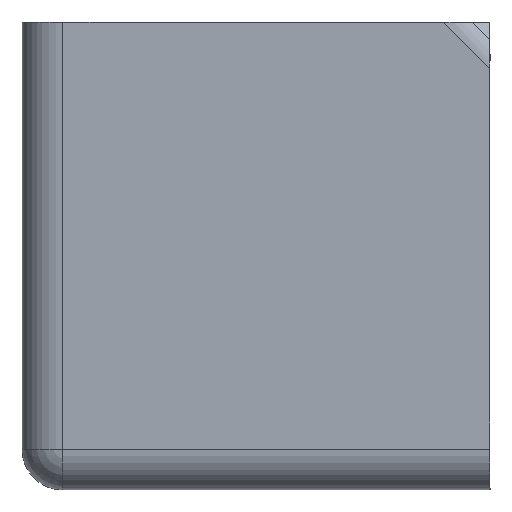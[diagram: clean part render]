
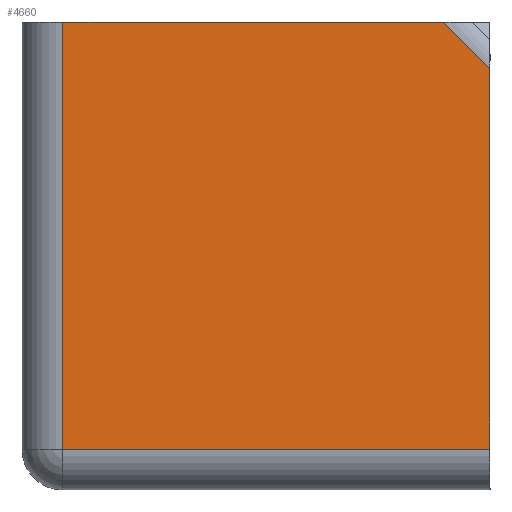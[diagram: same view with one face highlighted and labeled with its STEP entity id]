
A CAD part, front view. The second image highlights one B-rep face of the part: STEP entity #4660.
In plain terms, the highlighted planar face has unit normal (0, -1, 0).
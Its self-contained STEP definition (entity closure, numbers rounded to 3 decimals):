
#3747 = PLANE('',#3748);
#3748 = AXIS2_PLACEMENT_3D('',#3749,#3750,#3751);
#3749 = CARTESIAN_POINT('',(0.,40.,40.));
#3750 = DIRECTION('',(0.,0.,-1.));
#3751 = DIRECTION('',(0.,-1.,0.));
#3775 = PLANE('',#3776);
#3776 = AXIS2_PLACEMENT_3D('',#3777,#3778,#3779);
#3777 = CARTESIAN_POINT('',(40.,40.,40.));
#3778 = DIRECTION('',(-1.,0.,0.));
#3779 = DIRECTION('',(0.,0.,1.));
#4605 = CYLINDRICAL_SURFACE('',#4606,3.5);
#4606 = AXIS2_PLACEMENT_3D('',#4607,#4608,#4609);
#4607 = CARTESIAN_POINT('',(3.5,3.5,40.));
#4608 = DIRECTION('',(0.,0.,1.));
#4609 = DIRECTION('',(-1.,0.,0.));
#4660 = ADVANCED_FACE('',(#4661),#4675,.F.);
#4661 = FACE_BOUND('',#4662,.T.);
#4662 = EDGE_LOOP('',(#4663,#4698,#4721,#4744,#4772));
#4663 = ORIENTED_EDGE('',*,*,#4664,.F.);
#4664 = EDGE_CURVE('',#4665,#4667,#4669,.T.);
#4665 = VERTEX_POINT('',#4666);
#4666 = CARTESIAN_POINT('',(36.04,0.,40.));
#4667 = VERTEX_POINT('',#4668);
#4668 = CARTESIAN_POINT('',(40.,0.,36.04));
#4669 = SURFACE_CURVE('',#4670,(#4674,#4686),.PCURVE_S1.);
#4670 = LINE('',#4671,#4672);
#4671 = CARTESIAN_POINT('',(58.02,0.,
    18.02));
#4672 = VECTOR('',#4673,1.);
#4673 = DIRECTION('',(0.707,0.,-0.707
    ));
#4674 = PCURVE('',#4675,#4680);
#4675 = PLANE('',#4676);
#4676 = AXIS2_PLACEMENT_3D('',#4677,#4678,#4679);
#4677 = CARTESIAN_POINT('',(0.,0.,40.));
#4678 = DIRECTION('',(-0.,1.,0.));
#4679 = DIRECTION('',(1.,0.,0.));
#4680 = DEFINITIONAL_REPRESENTATION('',(#4681),#4685);
#4681 = LINE('',#4682,#4683);
#4682 = CARTESIAN_POINT('',(58.02,21.98));
#4683 = VECTOR('',#4684,1.);
#4684 = DIRECTION('',(0.707,0.707));
#4685 = ( GEOMETRIC_REPRESENTATION_CONTEXT(2) 
PARAMETRIC_REPRESENTATION_CONTEXT() REPRESENTATION_CONTEXT('2D SPACE',''
  ) );
#4686 = PCURVE('',#4687,#4692);
#4687 = CYLINDRICAL_SURFACE('',#4688,2.5);
#4688 = AXIS2_PLACEMENT_3D('',#4689,#4690,#4691);
#4689 = CARTESIAN_POINT('',(58.02,2.5,18.02));
#4690 = DIRECTION('',(0.707,0.,-0.707
    ));
#4691 = DIRECTION('',(0.707,0.,0.707));
#4692 = DEFINITIONAL_REPRESENTATION('',(#4693),#4697);
#4693 = LINE('',#4694,#4695);
#4694 = CARTESIAN_POINT('',(1.571,0.));
#4695 = VECTOR('',#4696,1.);
#4696 = DIRECTION('',(0.,1.));
#4697 = ( GEOMETRIC_REPRESENTATION_CONTEXT(2) 
PARAMETRIC_REPRESENTATION_CONTEXT() REPRESENTATION_CONTEXT('2D SPACE',''
  ) );
#4698 = ORIENTED_EDGE('',*,*,#4699,.F.);
#4699 = EDGE_CURVE('',#4700,#4665,#4702,.T.);
#4700 = VERTEX_POINT('',#4701);
#4701 = CARTESIAN_POINT('',(3.5,0.,40.));
#4702 = SURFACE_CURVE('',#4703,(#4707,#4714),.PCURVE_S1.);
#4703 = LINE('',#4704,#4705);
#4704 = CARTESIAN_POINT('',(0.,0.,40.));
#4705 = VECTOR('',#4706,1.);
#4706 = DIRECTION('',(1.,0.,0.));
#4707 = PCURVE('',#4675,#4708);
#4708 = DEFINITIONAL_REPRESENTATION('',(#4709),#4713);
#4709 = LINE('',#4710,#4711);
#4710 = CARTESIAN_POINT('',(0.,0.));
#4711 = VECTOR('',#4712,1.);
#4712 = DIRECTION('',(1.,0.));
#4713 = ( GEOMETRIC_REPRESENTATION_CONTEXT(2) 
PARAMETRIC_REPRESENTATION_CONTEXT() REPRESENTATION_CONTEXT('2D SPACE',''
  ) );
#4714 = PCURVE('',#3747,#4715);
#4715 = DEFINITIONAL_REPRESENTATION('',(#4716),#4720);
#4716 = LINE('',#4717,#4718);
#4717 = CARTESIAN_POINT('',(40.,0.));
#4718 = VECTOR('',#4719,1.);
#4719 = DIRECTION('',(0.,-1.));
#4720 = ( GEOMETRIC_REPRESENTATION_CONTEXT(2) 
PARAMETRIC_REPRESENTATION_CONTEXT() REPRESENTATION_CONTEXT('2D SPACE',''
  ) );
#4721 = ORIENTED_EDGE('',*,*,#4722,.T.);
#4722 = EDGE_CURVE('',#4700,#4723,#4725,.T.);
#4723 = VERTEX_POINT('',#4724);
#4724 = CARTESIAN_POINT('',(3.5,0.,3.5));
#4725 = SURFACE_CURVE('',#4726,(#4730,#4737),.PCURVE_S1.);
#4726 = LINE('',#4727,#4728);
#4727 = CARTESIAN_POINT('',(3.5,0.,40.));
#4728 = VECTOR('',#4729,1.);
#4729 = DIRECTION('',(0.,0.,-1.));
#4730 = PCURVE('',#4675,#4731);
#4731 = DEFINITIONAL_REPRESENTATION('',(#4732),#4736);
#4732 = LINE('',#4733,#4734);
#4733 = CARTESIAN_POINT('',(3.5,0.));
#4734 = VECTOR('',#4735,1.);
#4735 = DIRECTION('',(0.,1.));
#4736 = ( GEOMETRIC_REPRESENTATION_CONTEXT(2) 
PARAMETRIC_REPRESENTATION_CONTEXT() REPRESENTATION_CONTEXT('2D SPACE',''
  ) );
#4737 = PCURVE('',#4605,#4738);
#4738 = DEFINITIONAL_REPRESENTATION('',(#4739),#4743);
#4739 = LINE('',#4740,#4741);
#4740 = CARTESIAN_POINT('',(1.571,0.));
#4741 = VECTOR('',#4742,1.);
#4742 = DIRECTION('',(0.,-1.));
#4743 = ( GEOMETRIC_REPRESENTATION_CONTEXT(2) 
PARAMETRIC_REPRESENTATION_CONTEXT() REPRESENTATION_CONTEXT('2D SPACE',''
  ) );
#4744 = ORIENTED_EDGE('',*,*,#4745,.T.);
#4745 = EDGE_CURVE('',#4723,#4746,#4748,.T.);
#4746 = VERTEX_POINT('',#4747);
#4747 = CARTESIAN_POINT('',(40.,0.,3.5));
#4748 = SURFACE_CURVE('',#4749,(#4753,#4760),.PCURVE_S1.);
#4749 = LINE('',#4750,#4751);
#4750 = CARTESIAN_POINT('',(40.,0.,3.5));
#4751 = VECTOR('',#4752,1.);
#4752 = DIRECTION('',(1.,0.,0.));
#4753 = PCURVE('',#4675,#4754);
#4754 = DEFINITIONAL_REPRESENTATION('',(#4755),#4759);
#4755 = LINE('',#4756,#4757);
#4756 = CARTESIAN_POINT('',(40.,36.5));
#4757 = VECTOR('',#4758,1.);
#4758 = DIRECTION('',(1.,0.));
#4759 = ( GEOMETRIC_REPRESENTATION_CONTEXT(2) 
PARAMETRIC_REPRESENTATION_CONTEXT() REPRESENTATION_CONTEXT('2D SPACE',''
  ) );
#4760 = PCURVE('',#4761,#4766);
#4761 = CYLINDRICAL_SURFACE('',#4762,3.5);
#4762 = AXIS2_PLACEMENT_3D('',#4763,#4764,#4765);
#4763 = CARTESIAN_POINT('',(0.,3.5,3.5));
#4764 = DIRECTION('',(1.,-0.,0.));
#4765 = DIRECTION('',(0.,0.,1.));
#4766 = DEFINITIONAL_REPRESENTATION('',(#4767),#4771);
#4767 = LINE('',#4768,#4769);
#4768 = CARTESIAN_POINT('',(1.571,40.));
#4769 = VECTOR('',#4770,1.);
#4770 = DIRECTION('',(0.,1.));
#4771 = ( GEOMETRIC_REPRESENTATION_CONTEXT(2) 
PARAMETRIC_REPRESENTATION_CONTEXT() REPRESENTATION_CONTEXT('2D SPACE',''
  ) );
#4772 = ORIENTED_EDGE('',*,*,#4773,.F.);
#4773 = EDGE_CURVE('',#4667,#4746,#4774,.T.);
#4774 = SURFACE_CURVE('',#4775,(#4779,#4786),.PCURVE_S1.);
#4775 = LINE('',#4776,#4777);
#4776 = CARTESIAN_POINT('',(40.,0.,40.));
#4777 = VECTOR('',#4778,1.);
#4778 = DIRECTION('',(-0.,-0.,-1.));
#4779 = PCURVE('',#4675,#4780);
#4780 = DEFINITIONAL_REPRESENTATION('',(#4781),#4785);
#4781 = LINE('',#4782,#4783);
#4782 = CARTESIAN_POINT('',(40.,0.));
#4783 = VECTOR('',#4784,1.);
#4784 = DIRECTION('',(0.,1.));
#4785 = ( GEOMETRIC_REPRESENTATION_CONTEXT(2) 
PARAMETRIC_REPRESENTATION_CONTEXT() REPRESENTATION_CONTEXT('2D SPACE',''
  ) );
#4786 = PCURVE('',#3775,#4787);
#4787 = DEFINITIONAL_REPRESENTATION('',(#4788),#4792);
#4788 = LINE('',#4789,#4790);
#4789 = CARTESIAN_POINT('',(0.,-40.));
#4790 = VECTOR('',#4791,1.);
#4791 = DIRECTION('',(-1.,0.));
#4792 = ( GEOMETRIC_REPRESENTATION_CONTEXT(2) 
PARAMETRIC_REPRESENTATION_CONTEXT() REPRESENTATION_CONTEXT('2D SPACE',''
  ) );
